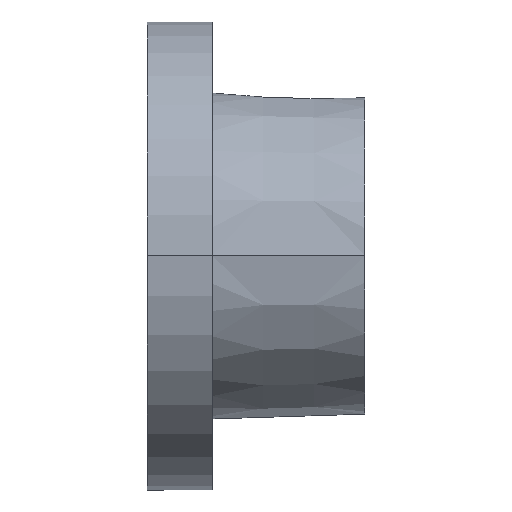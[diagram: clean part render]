
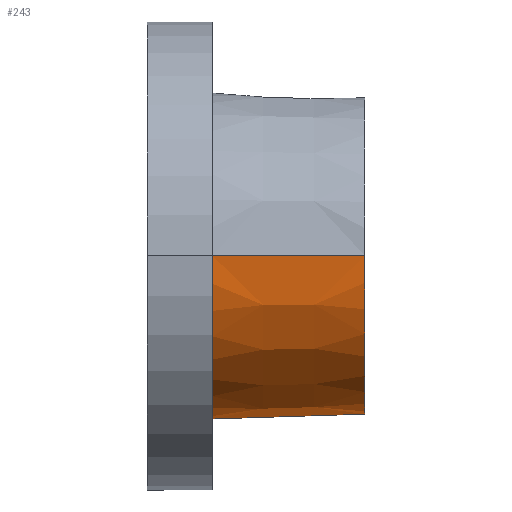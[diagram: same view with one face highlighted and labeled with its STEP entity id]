
A CAD part, top view. The second image highlights one B-rep face of the part: STEP entity #243.
In plain terms, the highlighted conical face has half-angle 1.79 degrees and reference radius 23.762 mm.
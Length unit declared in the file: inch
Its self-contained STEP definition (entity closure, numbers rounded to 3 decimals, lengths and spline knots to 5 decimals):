
#29 = VERTEX_POINT ( 'NONE', #448 ) ;
#50 = VERTEX_POINT ( 'NONE', #726 ) ;
#70 = EDGE_CURVE ( 'NONE', #29, #187, #619, .T. ) ;
#85 = DIRECTION ( 'NONE',  ( 0., 0., 1. ) ) ;
#114 = EDGE_CURVE ( 'NONE', #29, #849, #562, .T. ) ;
#140 = DIRECTION ( 'NONE',  ( -1., 0., 0. ) ) ;
#152 = CARTESIAN_POINT ( 'NONE',  ( 0., 0., 0.9355 ) ) ;
#156 = EDGE_LOOP ( 'NONE', ( #997, #926, #686, #269 ) ) ;
#187 = VERTEX_POINT ( 'NONE', #152 ) ;
#215 = VECTOR ( 'NONE', #240, 39.37008 ) ;
#240 = DIRECTION ( 'NONE',  ( -1., 0., 0.031 ) ) ;
#243 = ADVANCED_FACE ( 'NONE', ( #895 ), #419, .T. ) ;
#269 = ORIENTED_EDGE ( 'NONE', *, *, #114, .T. ) ;
#419 = CONICAL_SURFACE ( 'NONE', #959, 0.9355, 0.031 ) ;
#425 = DIRECTION ( 'NONE',  ( -1., 0., 0. ) ) ;
#448 = CARTESIAN_POINT ( 'NONE',  ( 0., -0.93536, 0.01633 ) ) ;
#449 = CARTESIAN_POINT ( 'NONE',  ( 0., 0., 0.9355 ) ) ;
#554 = AXIS2_PLACEMENT_3D ( 'NONE', #606, #140, #700 ) ;
#562 = LINE ( 'NONE', #629, #1019 ) ;
#606 = CARTESIAN_POINT ( 'NONE',  ( 0.875, 0., 0. ) ) ;
#619 = CIRCLE ( 'NONE', #754, 0.9355 ) ;
#624 = DIRECTION ( 'NONE',  ( 1., 0.031, -0.001 ) ) ;
#629 = CARTESIAN_POINT ( 'NONE',  ( 29.9345, 0., 0. ) ) ;
#686 = ORIENTED_EDGE ( 'NONE', *, *, #70, .F. ) ;
#700 = DIRECTION ( 'NONE',  ( 0., 0., -1. ) ) ;
#726 = CARTESIAN_POINT ( 'NONE',  ( 0.875, 0., 0.90815 ) ) ;
#754 = AXIS2_PLACEMENT_3D ( 'NONE', #985, #973, #912 ) ;
#849 = VERTEX_POINT ( 'NONE', #901 ) ;
#880 = LINE ( 'NONE', #449, #215 ) ;
#895 = FACE_OUTER_BOUND ( 'NONE', #156, .T. ) ;
#898 = EDGE_CURVE ( 'NONE', #50, #187, #880, .T. ) ;
#901 = CARTESIAN_POINT ( 'NONE',  ( 0.875, -0.90802, 0.01585 ) ) ;
#912 = DIRECTION ( 'NONE',  ( 0., 0., 1. ) ) ;
#926 = ORIENTED_EDGE ( 'NONE', *, *, #898, .T. ) ;
#959 = AXIS2_PLACEMENT_3D ( 'NONE', #1033, #425, #85 ) ;
#973 = DIRECTION ( 'NONE',  ( -1., 0., 0. ) ) ;
#976 = CIRCLE ( 'NONE', #554, 0.90815 ) ;
#985 = CARTESIAN_POINT ( 'NONE',  ( 0., 0., 0. ) ) ;
#997 = ORIENTED_EDGE ( 'NONE', *, *, #1010, .T. ) ;
#1010 = EDGE_CURVE ( 'NONE', #849, #50, #976, .T. ) ;
#1019 = VECTOR ( 'NONE', #624, 39.37008 ) ;
#1033 = CARTESIAN_POINT ( 'NONE',  ( 0., 0., 0. ) ) ;
